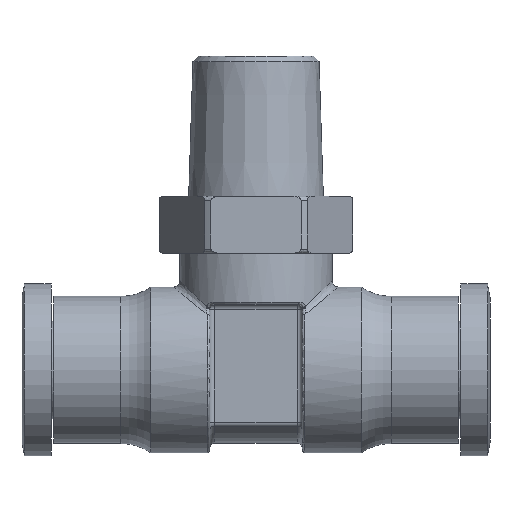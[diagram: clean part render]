
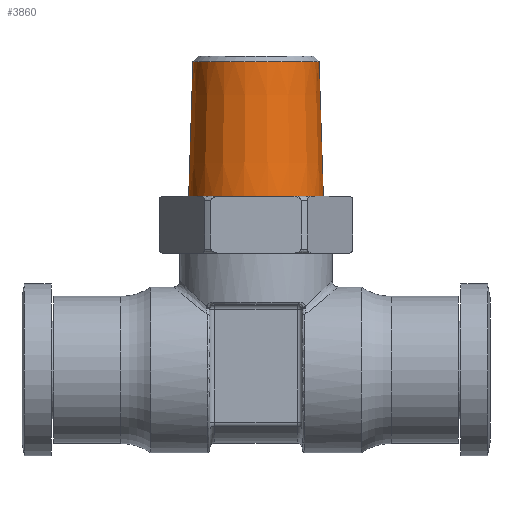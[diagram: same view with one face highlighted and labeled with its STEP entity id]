
A CAD part, front view. The second image highlights one B-rep face of the part: STEP entity #3860.
In plain terms, the highlighted conical face has half-angle 1.803 degrees and reference radius 6.642 mm.
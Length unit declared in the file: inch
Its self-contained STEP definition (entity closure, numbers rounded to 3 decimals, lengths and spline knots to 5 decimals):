
#1198=DIRECTION('',(0.031,0.,-1.));
#1199=VECTOR('',#1198,0.54027);
#1200=CARTESIAN_POINT('',(0.253,0.,1.236));
#1201=LINE('',#1200,#1199);
#1202=DIRECTION('',(-0.031,0.,-1.));
#1203=VECTOR('',#1202,0.54027);
#1204=CARTESIAN_POINT('',(-0.253,0.,1.236));
#1205=LINE('',#1204,#1203);
#1206=CARTESIAN_POINT('',(0.,0.,1.236));
#1207=DIRECTION('',(0.,0.,-1.));
#1208=DIRECTION('',(1.,0.,0.));
#1209=AXIS2_PLACEMENT_3D('',#1206,#1207,#1208);
#1216=CARTESIAN_POINT('',(0.,0.,0.696));
#1217=DIRECTION('',(0.,0.,-1.));
#1218=DIRECTION('',(1.,0.,0.));
#1219=AXIS2_PLACEMENT_3D('',#1216,#1217,#1218);
#1837=CARTESIAN_POINT('',(0.253,0.,1.236));
#1839=VERTEX_POINT('',#1837);
#1840=CARTESIAN_POINT('',(0.27,0.,0.696));
#1841=VERTEX_POINT('',#1840);
#1843=CARTESIAN_POINT('',(-0.253,0.,1.236));
#1845=VERTEX_POINT('',#1843);
#1846=CARTESIAN_POINT('',(-0.27,0.,0.696));
#1847=VERTEX_POINT('',#1846);
#3848=CARTESIAN_POINT('',(0.,0.,0.966));
#3849=DIRECTION('',(0.,0.,-1.));
#3850=DIRECTION('',(1.,0.,0.));
#3851=AXIS2_PLACEMENT_3D('',#3848,#3849,#3850);
#3852=CONICAL_SURFACE('',#3851,0.2615,1.803);
#3853=ORIENTED_EDGE('',*,*,#3838,.T.);
#3855=ORIENTED_EDGE('',*,*,#3854,.T.);
#3856=ORIENTED_EDGE('',*,*,#3841,.F.);
#3857=ORIENTED_EDGE('',*,*,#3812,.F.);
#3858=EDGE_LOOP('',(#3853,#3855,#3856,#3857));
#3859=FACE_OUTER_BOUND('',#3858,.F.);
#3860=ADVANCED_FACE('',(#3859),#3852,.T.);
#1210=CIRCLE('',#1209,0.253);
#1220=CIRCLE('',#1219,0.27);
#3812=EDGE_CURVE('',#1839,#1845,#1210,.T.);
#3838=EDGE_CURVE('',#1839,#1841,#1201,.T.);
#3841=EDGE_CURVE('',#1845,#1847,#1205,.T.);
#3854=EDGE_CURVE('',#1841,#1847,#1220,.T.);
